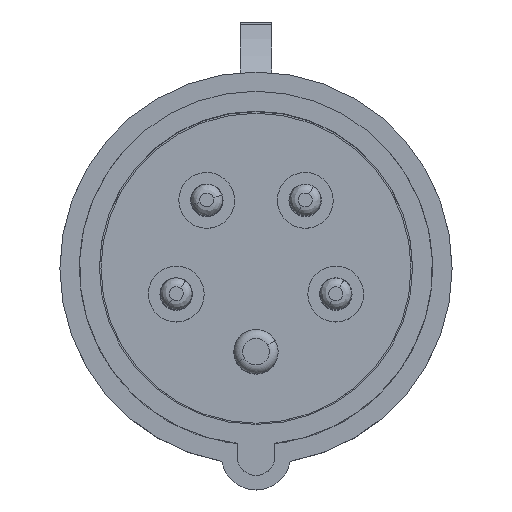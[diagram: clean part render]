
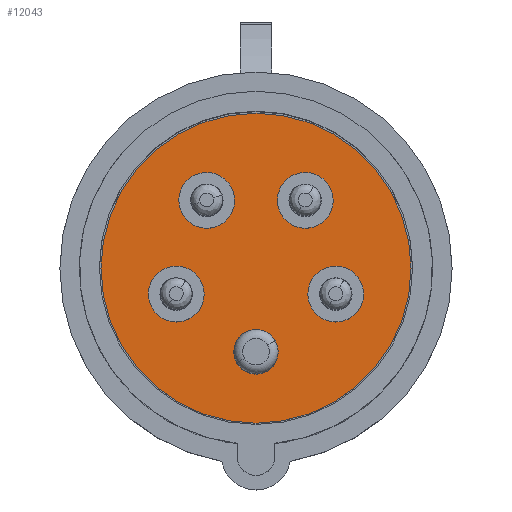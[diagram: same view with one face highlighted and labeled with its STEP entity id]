
A CAD part, top view. The second image highlights one B-rep face of the part: STEP entity #12043.
In plain terms, the highlighted planar face has unit normal (0, 0, 1).
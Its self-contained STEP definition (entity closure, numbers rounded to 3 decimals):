
#10624=CARTESIAN_POINT('',(0.,0.,2.8));
#10625=DIRECTION('',(0.,0.,-1.));
#10626=DIRECTION('',(-1.,0.,0.));
#10627=AXIS2_PLACEMENT_3D('',#10624,#10625,#10626);
#10629=CARTESIAN_POINT('',(0.,0.,2.8));
#10630=DIRECTION('',(0.,0.,-1.));
#10631=DIRECTION('',(1.,0.,0.));
#10632=AXIS2_PLACEMENT_3D('',#10629,#10630,#10631);
#10634=CARTESIAN_POINT('',(5.389,12.104,2.8));
#10635=DIRECTION('',(0.,0.,1.));
#10636=DIRECTION('',(-0.5,0.866,0.));
#10637=AXIS2_PLACEMENT_3D('',#10634,#10635,#10636);
#10639=CARTESIAN_POINT('',(5.389,12.104,2.8));
#10640=DIRECTION('',(0.,0.,1.));
#10641=DIRECTION('',(-1.,0.,0.));
#10642=AXIS2_PLACEMENT_3D('',#10639,#10640,#10641);
#10644=DIRECTION('',(0.875,0.484,0.));
#10645=VECTOR('',#10644,0.164);
#10646=CARTESIAN_POINT('',(7.45,8.207,2.8));
#10647=LINE('',#10646,#10645);
#10648=CARTESIAN_POINT('',(5.389,12.104,2.8));
#10649=DIRECTION('',(0.,0.,1.));
#10650=DIRECTION('',(0.5,-0.866,0.));
#10651=AXIS2_PLACEMENT_3D('',#10648,#10649,#10650);
#10653=CARTESIAN_POINT('',(5.389,12.104,2.8));
#10654=DIRECTION('',(0.,0.,1.));
#10655=DIRECTION('',(1.,0.,0.));
#10656=AXIS2_PLACEMENT_3D('',#10653,#10654,#10655);
#10658=DIRECTION('',(-0.875,-0.484,0.));
#10659=VECTOR('',#10658,0.164);
#10660=CARTESIAN_POINT('',(3.328,16.002,2.8));
#10661=LINE('',#10660,#10659);
#10662=CARTESIAN_POINT('',(-9.847,8.866,2.8));
#10663=DIRECTION('',(0.,0.,1.));
#10664=DIRECTION('',(0.5,-0.866,0.));
#10665=AXIS2_PLACEMENT_3D('',#10662,#10663,#10664);
#10667=CARTESIAN_POINT('',(-9.847,8.866,2.8));
#10668=DIRECTION('',(0.,0.,1.));
#10669=DIRECTION('',(1.,0.,0.));
#10670=AXIS2_PLACEMENT_3D('',#10667,#10668,#10669);
#10672=DIRECTION('',(-0.875,-0.484,0.));
#10673=VECTOR('',#10672,0.164);
#10674=CARTESIAN_POINT('',(-11.908,12.763,2.8));
#10675=LINE('',#10674,#10673);
#10676=CARTESIAN_POINT('',(-9.847,8.866,2.8));
#10677=DIRECTION('',(0.,0.,1.));
#10678=DIRECTION('',(-0.5,0.866,0.));
#10679=AXIS2_PLACEMENT_3D('',#10676,#10677,#10678);
#10681=CARTESIAN_POINT('',(-9.847,8.866,2.8));
#10682=DIRECTION('',(0.,0.,1.));
#10683=DIRECTION('',(-1.,0.,0.));
#10684=AXIS2_PLACEMENT_3D('',#10681,#10682,#10683);
#10686=DIRECTION('',(0.875,0.484,0.));
#10687=VECTOR('',#10686,0.164);
#10688=CARTESIAN_POINT('',(-7.786,4.969,2.8));
#10689=LINE('',#10688,#10687);
#10690=CARTESIAN_POINT('',(13.177,-1.385,2.8));
#10691=DIRECTION('',(0.,0.,1.));
#10692=DIRECTION('',(0.5,-0.866,0.));
#10693=AXIS2_PLACEMENT_3D('',#10690,#10691,#10692);
#10695=CARTESIAN_POINT('',(13.177,-1.385,2.8));
#10696=DIRECTION('',(0.,0.,1.));
#10697=DIRECTION('',(1.,0.,0.));
#10698=AXIS2_PLACEMENT_3D('',#10695,#10696,#10697);
#10700=DIRECTION('',(-0.875,-0.484,0.));
#10701=VECTOR('',#10700,0.164);
#10702=CARTESIAN_POINT('',(11.116,2.512,2.8));
#10703=LINE('',#10702,#10701);
#10704=CARTESIAN_POINT('',(13.177,-1.385,2.8));
#10705=DIRECTION('',(0.,0.,1.));
#10706=DIRECTION('',(-0.5,0.866,0.));
#10707=AXIS2_PLACEMENT_3D('',#10704,#10705,#10706);
#10709=CARTESIAN_POINT('',(13.177,-1.385,2.8));
#10710=DIRECTION('',(0.,0.,1.));
#10711=DIRECTION('',(-1.,0.,0.));
#10712=AXIS2_PLACEMENT_3D('',#10709,#10710,#10711);
#10714=DIRECTION('',(0.875,0.484,0.));
#10715=VECTOR('',#10714,0.164);
#10716=CARTESIAN_POINT('',(15.239,-5.282,2.8));
#10717=LINE('',#10716,#10715);
#10718=CARTESIAN_POINT('',(2.755,-12.96,2.8));
#10719=DIRECTION('',(0.,0.,1.));
#10720=DIRECTION('',(-0.5,0.866,0.));
#10721=AXIS2_PLACEMENT_3D('',#10718,#10719,#10720);
#10723=CARTESIAN_POINT('',(2.755,-12.96,2.8));
#10724=DIRECTION('',(0.,0.,1.));
#10725=DIRECTION('',(-1.,0.,0.));
#10726=AXIS2_PLACEMENT_3D('',#10723,#10724,#10725);
#10728=DIRECTION('',(0.875,0.484,0.));
#10729=VECTOR('',#10728,0.164);
#10730=CARTESIAN_POINT('',(4.816,-16.858,2.8));
#10731=LINE('',#10730,#10729);
#10732=CARTESIAN_POINT('',(2.755,-12.96,2.8));
#10733=DIRECTION('',(0.,0.,1.));
#10734=DIRECTION('',(0.5,-0.866,0.));
#10735=AXIS2_PLACEMENT_3D('',#10732,#10733,#10734);
#10737=CARTESIAN_POINT('',(2.755,-12.96,2.8));
#10738=DIRECTION('',(0.,0.,1.));
#10739=DIRECTION('',(1.,0.,0.));
#10740=AXIS2_PLACEMENT_3D('',#10737,#10738,#10739);
#10742=DIRECTION('',(-0.875,-0.484,0.));
#10743=VECTOR('',#10742,0.164);
#10744=CARTESIAN_POINT('',(0.694,-9.063,2.8));
#10745=LINE('',#10744,#10743);
#11640=CARTESIAN_POINT('',(-24.5,0.,2.8));
#11641=CARTESIAN_POINT('',(24.5,0.,2.8));
#11642=VERTEX_POINT('',#11640);
#11643=VERTEX_POINT('',#11641);
#11644=CARTESIAN_POINT('',(3.185,15.923,2.8));
#11645=CARTESIAN_POINT('',(0.98,12.104,2.8));
#11646=VERTEX_POINT('',#11644);
#11647=VERTEX_POINT('',#11645);
#11648=CARTESIAN_POINT('',(7.45,8.207,2.8));
#11649=VERTEX_POINT('',#11648);
#11650=CARTESIAN_POINT('',(7.594,8.286,2.8));
#11651=VERTEX_POINT('',#11650);
#11652=CARTESIAN_POINT('',(9.798,12.104,2.8));
#11653=VERTEX_POINT('',#11652);
#11654=CARTESIAN_POINT('',(3.328,16.002,2.8));
#11655=VERTEX_POINT('',#11654);
#11656=CARTESIAN_POINT('',(-7.642,5.048,2.8));
#11657=CARTESIAN_POINT('',(-5.438,8.866,2.8));
#11658=VERTEX_POINT('',#11656);
#11659=VERTEX_POINT('',#11657);
#11660=CARTESIAN_POINT('',(-11.908,12.763,2.8));
#11661=VERTEX_POINT('',#11660);
#11662=CARTESIAN_POINT('',(-12.051,12.684,2.8));
#11663=VERTEX_POINT('',#11662);
#11664=CARTESIAN_POINT('',(-14.255,8.866,2.8));
#11665=VERTEX_POINT('',#11664);
#11666=CARTESIAN_POINT('',(-7.786,4.969,2.8));
#11667=VERTEX_POINT('',#11666);
#11668=CARTESIAN_POINT('',(15.382,-5.203,2.8));
#11669=CARTESIAN_POINT('',(17.586,-1.385,2.8));
#11670=VERTEX_POINT('',#11668);
#11671=VERTEX_POINT('',#11669);
#11672=CARTESIAN_POINT('',(11.116,2.512,2.8));
#11673=VERTEX_POINT('',#11672);
#11674=CARTESIAN_POINT('',(10.973,2.433,2.8));
#11675=VERTEX_POINT('',#11674);
#11676=CARTESIAN_POINT('',(8.769,-1.385,2.8));
#11677=VERTEX_POINT('',#11676);
#11678=CARTESIAN_POINT('',(15.239,-5.282,2.8));
#11679=VERTEX_POINT('',#11678);
#11680=CARTESIAN_POINT('',(0.55,-9.142,2.8));
#11681=CARTESIAN_POINT('',(-1.654,-12.96,2.8));
#11682=VERTEX_POINT('',#11680);
#11683=VERTEX_POINT('',#11681);
#11684=CARTESIAN_POINT('',(4.816,-16.858,2.8));
#11685=VERTEX_POINT('',#11684);
#11686=CARTESIAN_POINT('',(4.959,-16.779,2.8));
#11687=VERTEX_POINT('',#11686);
#11688=CARTESIAN_POINT('',(7.164,-12.96,2.8));
#11689=VERTEX_POINT('',#11688);
#11690=CARTESIAN_POINT('',(0.694,-9.063,2.8));
#11691=VERTEX_POINT('',#11690);
#11976=CARTESIAN_POINT('',(0.,0.,2.8));
#11977=DIRECTION('',(0.,0.,1.));
#11978=DIRECTION('',(1.,0.,0.));
#11979=AXIS2_PLACEMENT_3D('',#11976,#11977,#11978);
#11980=PLANE('',#11979);
#11982=ORIENTED_EDGE('',*,*,#11981,.T.);
#11984=ORIENTED_EDGE('',*,*,#11983,.T.);
#11985=EDGE_LOOP('',(#11982,#11984));
#11986=FACE_OUTER_BOUND('',#11985,.F.);
#11988=ORIENTED_EDGE('',*,*,#11987,.T.);
#11990=ORIENTED_EDGE('',*,*,#11989,.T.);
#11992=ORIENTED_EDGE('',*,*,#11991,.T.);
#11994=ORIENTED_EDGE('',*,*,#11993,.T.);
#11996=ORIENTED_EDGE('',*,*,#11995,.T.);
#11998=ORIENTED_EDGE('',*,*,#11997,.T.);
#11999=EDGE_LOOP('',(#11988,#11990,#11992,#11994,#11996,#11998));
#12000=FACE_BOUND('',#11999,.F.);
#12002=ORIENTED_EDGE('',*,*,#12001,.T.);
#12004=ORIENTED_EDGE('',*,*,#12003,.T.);
#12006=ORIENTED_EDGE('',*,*,#12005,.T.);
#12008=ORIENTED_EDGE('',*,*,#12007,.T.);
#12010=ORIENTED_EDGE('',*,*,#12009,.T.);
#12012=ORIENTED_EDGE('',*,*,#12011,.T.);
#12013=EDGE_LOOP('',(#12002,#12004,#12006,#12008,#12010,#12012));
#12014=FACE_BOUND('',#12013,.F.);
#12016=ORIENTED_EDGE('',*,*,#12015,.T.);
#12018=ORIENTED_EDGE('',*,*,#12017,.T.);
#12020=ORIENTED_EDGE('',*,*,#12019,.T.);
#12022=ORIENTED_EDGE('',*,*,#12021,.T.);
#12024=ORIENTED_EDGE('',*,*,#12023,.T.);
#12026=ORIENTED_EDGE('',*,*,#12025,.T.);
#12027=EDGE_LOOP('',(#12016,#12018,#12020,#12022,#12024,#12026));
#12028=FACE_BOUND('',#12027,.F.);
#12030=ORIENTED_EDGE('',*,*,#12029,.T.);
#12032=ORIENTED_EDGE('',*,*,#12031,.T.);
#12034=ORIENTED_EDGE('',*,*,#12033,.T.);
#12036=ORIENTED_EDGE('',*,*,#12035,.T.);
#12038=ORIENTED_EDGE('',*,*,#12037,.T.);
#12040=ORIENTED_EDGE('',*,*,#12039,.T.);
#12041=EDGE_LOOP('',(#12030,#12032,#12034,#12036,#12038,#12040));
#12042=FACE_BOUND('',#12041,.F.);
#12043=ADVANCED_FACE('',(#11986,#12000,#12014,#12028,#12042),#11980,.T.);
#10628=CIRCLE('',#10627,24.5);
#10633=CIRCLE('',#10632,24.5);
#10638=CIRCLE('',#10637,4.409);
#10643=CIRCLE('',#10642,4.409);
#10652=CIRCLE('',#10651,4.409);
#10657=CIRCLE('',#10656,4.409);
#10666=CIRCLE('',#10665,4.409);
#10671=CIRCLE('',#10670,4.409);
#10680=CIRCLE('',#10679,4.409);
#10685=CIRCLE('',#10684,4.409);
#10694=CIRCLE('',#10693,4.409);
#10699=CIRCLE('',#10698,4.409);
#10708=CIRCLE('',#10707,4.409);
#10713=CIRCLE('',#10712,4.409);
#10722=CIRCLE('',#10721,4.409);
#10727=CIRCLE('',#10726,4.409);
#10736=CIRCLE('',#10735,4.409);
#10741=CIRCLE('',#10740,4.409);
#11981=EDGE_CURVE('',#11642,#11643,#10628,.T.);
#11983=EDGE_CURVE('',#11643,#11642,#10633,.T.);
#11987=EDGE_CURVE('',#11646,#11647,#10638,.T.);
#11989=EDGE_CURVE('',#11647,#11649,#10643,.T.);
#11991=EDGE_CURVE('',#11649,#11651,#10647,.T.);
#11993=EDGE_CURVE('',#11651,#11653,#10652,.T.);
#11995=EDGE_CURVE('',#11653,#11655,#10657,.T.);
#11997=EDGE_CURVE('',#11655,#11646,#10661,.T.);
#12001=EDGE_CURVE('',#11658,#11659,#10666,.T.);
#12003=EDGE_CURVE('',#11659,#11661,#10671,.T.);
#12005=EDGE_CURVE('',#11661,#11663,#10675,.T.);
#12007=EDGE_CURVE('',#11663,#11665,#10680,.T.);
#12009=EDGE_CURVE('',#11665,#11667,#10685,.T.);
#12011=EDGE_CURVE('',#11667,#11658,#10689,.T.);
#12015=EDGE_CURVE('',#11670,#11671,#10694,.T.);
#12017=EDGE_CURVE('',#11671,#11673,#10699,.T.);
#12019=EDGE_CURVE('',#11673,#11675,#10703,.T.);
#12021=EDGE_CURVE('',#11675,#11677,#10708,.T.);
#12023=EDGE_CURVE('',#11677,#11679,#10713,.T.);
#12025=EDGE_CURVE('',#11679,#11670,#10717,.T.);
#12029=EDGE_CURVE('',#11682,#11683,#10722,.T.);
#12031=EDGE_CURVE('',#11683,#11685,#10727,.T.);
#12033=EDGE_CURVE('',#11685,#11687,#10731,.T.);
#12035=EDGE_CURVE('',#11687,#11689,#10736,.T.);
#12037=EDGE_CURVE('',#11689,#11691,#10741,.T.);
#12039=EDGE_CURVE('',#11691,#11682,#10745,.T.);
